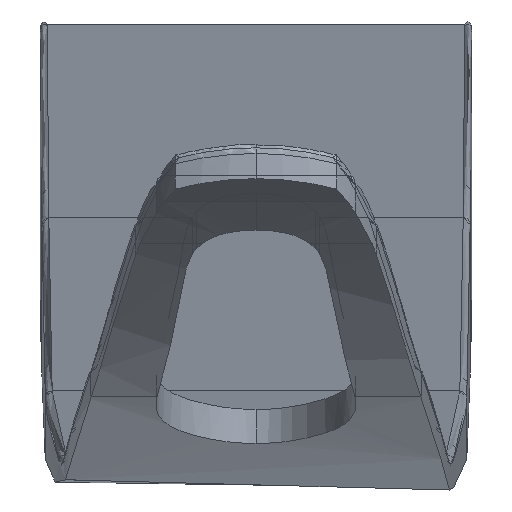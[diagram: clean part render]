
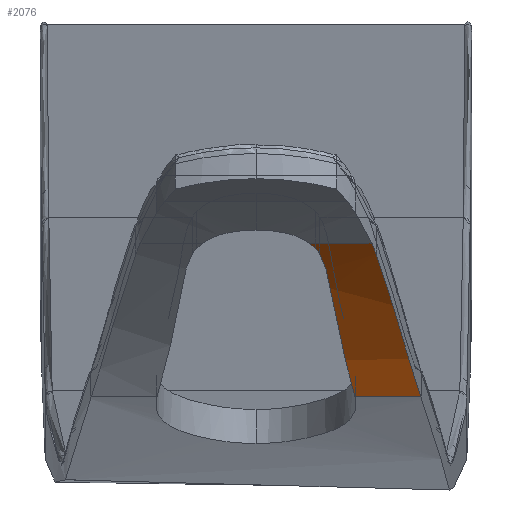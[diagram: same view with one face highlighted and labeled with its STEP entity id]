
A CAD part, left-side view. The second image highlights one B-rep face of the part: STEP entity #2076.
In plain terms, the highlighted free-form (B-spline) face has degree [4, 1] with [9, 2] control points.
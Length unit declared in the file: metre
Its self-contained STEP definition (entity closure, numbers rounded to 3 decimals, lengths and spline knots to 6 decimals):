
#61=B_SPLINE_SURFACE_WITH_KNOTS('',4,1,((#4070,#4071),(#4072,#4073),(#4074,
#4075),(#4076,#4077),(#4078,#4079),(#4080,#4081),(#4082,#4083),(#4084,#4085),
(#4086,#4087)),.UNSPECIFIED.,.F.,.F.,.F.,(5,1,1,1,1,5),(2,2),(0.,0.2221,
0.443225,0.693225,0.872149,1.),(0.,1.376363),
 .UNSPECIFIED.);
#177=FACE_OUTER_BOUND('',#312,.T.);
#312=EDGE_LOOP('',(#1475,#1476,#1477,#1478,#1479,#1480,#1481));
#481=LINE('',#3910,#573);
#485=LINE('',#4130,#577);
#573=VECTOR('',#2337,0.001);
#577=VECTOR('',#2341,0.001);
#698=B_SPLINE_CURVE_WITH_KNOTS('',3,(#4089,#4090,#4091,#4092,#4093,#4094,
#4095),.UNSPECIFIED.,.F.,.F.,(4,3,4),(-0.109762,-0.054862,
0.),.UNSPECIFIED.);
#699=B_SPLINE_CURVE_WITH_KNOTS('',3,(#4097,#4098,#4099,#4100,#4101,#4102,
#4103,#4104,#4105,#4106,#4107,#4108,#4109),.UNSPECIFIED.,.F.,.F.,(4,3,3,
3,4),(0.,0.250114,0.500246,0.74985,1.),
 .UNSPECIFIED.);
#700=B_SPLINE_CURVE_WITH_KNOTS('',3,(#4111,#4112,#4113,#4114,#4115,#4116,
#4117,#4118,#4119,#4120,#4121,#4122,#4123,#4124,#4125,#4126,#4127,#4128),
 .UNSPECIFIED.,.F.,.F.,(4,2,2,2,2,2,2,2,4),(-2.145909,-1.83622,
-1.737248,-1.335731,-1.076381,-0.604113,-0.331408,
-0.262152,0.),.UNSPECIFIED.);
#701=B_SPLINE_CURVE_WITH_KNOTS('',3,(#4132,#4133,#4134,#4135,#4136,#4137,
#4138,#4139,#4140,#4141),.UNSPECIFIED.,.F.,.F.,(4,2,2,2,4),(-2.188793,
-1.607017,-1.07289,-0.606017,0.),
 .UNSPECIFIED.);
#702=B_SPLINE_CURVE_WITH_KNOTS('',3,(#4142,#4143,#4144,#4145,#4146,#4147),
 .UNSPECIFIED.,.F.,.F.,(4,2,4),(-0.214512,-0.107247,0.),
 .UNSPECIFIED.);
#908=VERTEX_POINT('',#3895);
#909=VERTEX_POINT('',#3909);
#920=VERTEX_POINT('',#4088);
#921=VERTEX_POINT('',#4096);
#922=VERTEX_POINT('',#4110);
#923=VERTEX_POINT('',#4129);
#924=VERTEX_POINT('',#4131);
#1117=EDGE_CURVE('',#909,#908,#481,.T.);
#1130=EDGE_CURVE('',#920,#908,#698,.T.);
#1131=EDGE_CURVE('',#921,#920,#699,.T.);
#1132=EDGE_CURVE('',#922,#921,#700,.T.);
#1133=EDGE_CURVE('',#923,#922,#485,.T.);
#1134=EDGE_CURVE('',#923,#924,#701,.T.);
#1135=EDGE_CURVE('',#924,#909,#702,.T.);
#1475=ORIENTED_EDGE('',*,*,#1130,.F.);
#1476=ORIENTED_EDGE('',*,*,#1131,.F.);
#1477=ORIENTED_EDGE('',*,*,#1132,.F.);
#1478=ORIENTED_EDGE('',*,*,#1133,.F.);
#1479=ORIENTED_EDGE('',*,*,#1134,.T.);
#1480=ORIENTED_EDGE('',*,*,#1135,.T.);
#1481=ORIENTED_EDGE('',*,*,#1117,.T.);
#2076=ADVANCED_FACE('',(#177),#61,.F.);
#2337=DIRECTION('',(0.,1.,0.));
#2341=DIRECTION('',(0.,1.,0.));
#3895=CARTESIAN_POINT('',(-0.970761,-0.005437,-0.000594));
#3909=CARTESIAN_POINT('',(-0.970761,-0.011754,-0.000594));
#3910=CARTESIAN_POINT('',(-0.970761,-0.022,-0.000594));
#4070=CARTESIAN_POINT('Ctrl Pts',(-0.970761,-0.016795,
-0.000594));
#4071=CARTESIAN_POINT('Ctrl Pts',(-0.970761,-0.003031,
-0.000594));
#4072=CARTESIAN_POINT('Ctrl Pts',(-0.96871,-0.016795,
-0.001828));
#4073=CARTESIAN_POINT('Ctrl Pts',(-0.96871,-0.003031,
-0.001828));
#4074=CARTESIAN_POINT('Ctrl Pts',(-0.964644,-0.016795,
-0.004334));
#4075=CARTESIAN_POINT('Ctrl Pts',(-0.964644,-0.003031,
-0.004334));
#4076=CARTESIAN_POINT('Ctrl Pts',(-0.96036,-0.016795,
-0.006684));
#4077=CARTESIAN_POINT('Ctrl Pts',(-0.96036,-0.003031,
-0.006684));
#4078=CARTESIAN_POINT('Ctrl Pts',(-0.952015,-0.016795,
-0.010719));
#4079=CARTESIAN_POINT('Ctrl Pts',(-0.952015,-0.003031,
-0.010719));
#4080=CARTESIAN_POINT('Ctrl Pts',(-0.945346,-0.016795,
-0.013435));
#4081=CARTESIAN_POINT('Ctrl Pts',(-0.945346,-0.003031,
-0.013435));
#4082=CARTESIAN_POINT('Ctrl Pts',(-0.940293,-0.016795,
-0.015));
#4083=CARTESIAN_POINT('Ctrl Pts',(-0.940293,-0.003031,
-0.015));
#4084=CARTESIAN_POINT('Ctrl Pts',(-0.937492,-0.016795,
-0.015776));
#4085=CARTESIAN_POINT('Ctrl Pts',(-0.937492,-0.003031,
-0.015776));
#4086=CARTESIAN_POINT('Ctrl Pts',(-0.936322,-0.016795,
-0.016093));
#4087=CARTESIAN_POINT('Ctrl Pts',(-0.936322,-0.003031,
-0.016093));
#4088=CARTESIAN_POINT('',(-0.969956,-0.006,-0.00108));
#4089=CARTESIAN_POINT('Ctrl Pts',(-0.969956,-0.006,
-0.00108));
#4090=CARTESIAN_POINT('Ctrl Pts',(-0.970095,-0.005915,
-0.000996));
#4091=CARTESIAN_POINT('Ctrl Pts',(-0.970231,-0.005827,
-0.000914));
#4092=CARTESIAN_POINT('Ctrl Pts',(-0.970366,-0.005733,
-0.000832));
#4093=CARTESIAN_POINT('Ctrl Pts',(-0.9705,-0.00564,
-0.000751));
#4094=CARTESIAN_POINT('Ctrl Pts',(-0.970632,-0.005542,
-0.000672));
#4095=CARTESIAN_POINT('Ctrl Pts',(-0.970761,-0.005437,
-0.000594));
#4096=CARTESIAN_POINT('',(-0.968962,-0.006477,-0.001682));
#4097=CARTESIAN_POINT('Ctrl Pts',(-0.968962,-0.006477,
-0.001682));
#4098=CARTESIAN_POINT('Ctrl Pts',(-0.969047,-0.006445,
-0.00163));
#4099=CARTESIAN_POINT('Ctrl Pts',(-0.969132,-0.006412,
-0.001578));
#4100=CARTESIAN_POINT('Ctrl Pts',(-0.969217,-0.006376,
-0.001527));
#4101=CARTESIAN_POINT('Ctrl Pts',(-0.969301,-0.00634,
-0.001476));
#4102=CARTESIAN_POINT('Ctrl Pts',(-0.969385,-0.006303,
-0.001426));
#4103=CARTESIAN_POINT('Ctrl Pts',(-0.969468,-0.006263,
-0.001375));
#4104=CARTESIAN_POINT('Ctrl Pts',(-0.969551,-0.006224,
-0.001325));
#4105=CARTESIAN_POINT('Ctrl Pts',(-0.969633,-0.006182,
-0.001275));
#4106=CARTESIAN_POINT('Ctrl Pts',(-0.969714,-0.006139,
-0.001226));
#4107=CARTESIAN_POINT('Ctrl Pts',(-0.969795,-0.006095,
-0.001177));
#4108=CARTESIAN_POINT('Ctrl Pts',(-0.969876,-0.006049,
-0.001128));
#4109=CARTESIAN_POINT('Ctrl Pts',(-0.969956,-0.006,
-0.00108));
#4110=CARTESIAN_POINT('',(-0.936322,-0.010022,-0.016093));
#4111=CARTESIAN_POINT('Ctrl Pts',(-0.936322,-0.010022,
-0.016093));
#4112=CARTESIAN_POINT('Ctrl Pts',(-0.937898,-0.009934,
-0.015666));
#4113=CARTESIAN_POINT('Ctrl Pts',(-0.939551,-0.009809,
-0.015203));
#4114=CARTESIAN_POINT('Ctrl Pts',(-0.941799,-0.00962,
-0.014505));
#4115=CARTESIAN_POINT('Ctrl Pts',(-0.942341,-0.009573,
-0.014332));
#4116=CARTESIAN_POINT('Ctrl Pts',(-0.945079,-0.009325,
-0.013429));
#4117=CARTESIAN_POINT('Ctrl Pts',(-0.947128,-0.009115,
-0.012661));
#4118=CARTESIAN_POINT('Ctrl Pts',(-0.950636,-0.008739,
-0.011206));
#4119=CARTESIAN_POINT('Ctrl Pts',(-0.952014,-0.008587,
-0.010599));
#4120=CARTESIAN_POINT('Ctrl Pts',(-0.955814,-0.008174,
-0.008863));
#4121=CARTESIAN_POINT('Ctrl Pts',(-0.958641,-0.007882,
-0.007493));
#4122=CARTESIAN_POINT('Ctrl Pts',(-0.962573,-0.007551,
-0.005429));
#4123=CARTESIAN_POINT('Ctrl Pts',(-0.96382,-0.007449,
-0.004735));
#4124=CARTESIAN_POINT('Ctrl Pts',(-0.965434,-0.007249,
-0.003796));
#4125=CARTESIAN_POINT('Ctrl Pts',(-0.965762,-0.007204,
-0.003603));
#4126=CARTESIAN_POINT('Ctrl Pts',(-0.967316,-0.006967,
-0.002682));
#4127=CARTESIAN_POINT('Ctrl Pts',(-0.968251,-0.006745,
-0.002113));
#4128=CARTESIAN_POINT('Ctrl Pts',(-0.968962,-0.006477,
-0.001682));
#4129=CARTESIAN_POINT('',(-0.936322,-0.016682,-0.016093));
#4130=CARTESIAN_POINT('',(-0.936322,-0.022,-0.016093));
#4131=CARTESIAN_POINT('',(-0.968962,-0.012184,-0.001682));
#4132=CARTESIAN_POINT('Ctrl Pts',(-0.936322,-0.016682,
-0.016093));
#4133=CARTESIAN_POINT('Ctrl Pts',(-0.939123,-0.016424,
-0.015334));
#4134=CARTESIAN_POINT('Ctrl Pts',(-0.942072,-0.016136,
-0.014491));
#4135=CARTESIAN_POINT('Ctrl Pts',(-0.948439,-0.015443,
-0.012177));
#4136=CARTESIAN_POINT('Ctrl Pts',(-0.951419,-0.015086,
-0.010888));
#4137=CARTESIAN_POINT('Ctrl Pts',(-0.956646,-0.014376,
-0.008462));
#4138=CARTESIAN_POINT('Ctrl Pts',(-0.959393,-0.013961,
-0.007117));
#4139=CARTESIAN_POINT('Ctrl Pts',(-0.964955,-0.01302,
-0.004148));
#4140=CARTESIAN_POINT('Ctrl Pts',(-0.967265,-0.012562,
-0.00271));
#4141=CARTESIAN_POINT('Ctrl Pts',(-0.968962,-0.012184,
-0.001682));
#4142=CARTESIAN_POINT('Ctrl Pts',(-0.968962,-0.012184,
-0.001682));
#4143=CARTESIAN_POINT('Ctrl Pts',(-0.969263,-0.012116,
-0.001499));
#4144=CARTESIAN_POINT('Ctrl Pts',(-0.969562,-0.012048,
-0.001318));
#4145=CARTESIAN_POINT('Ctrl Pts',(-0.970162,-0.011905,
-0.000955));
#4146=CARTESIAN_POINT('Ctrl Pts',(-0.970462,-0.011831,
-0.000774));
#4147=CARTESIAN_POINT('Ctrl Pts',(-0.970761,-0.011754,
-0.000594));
